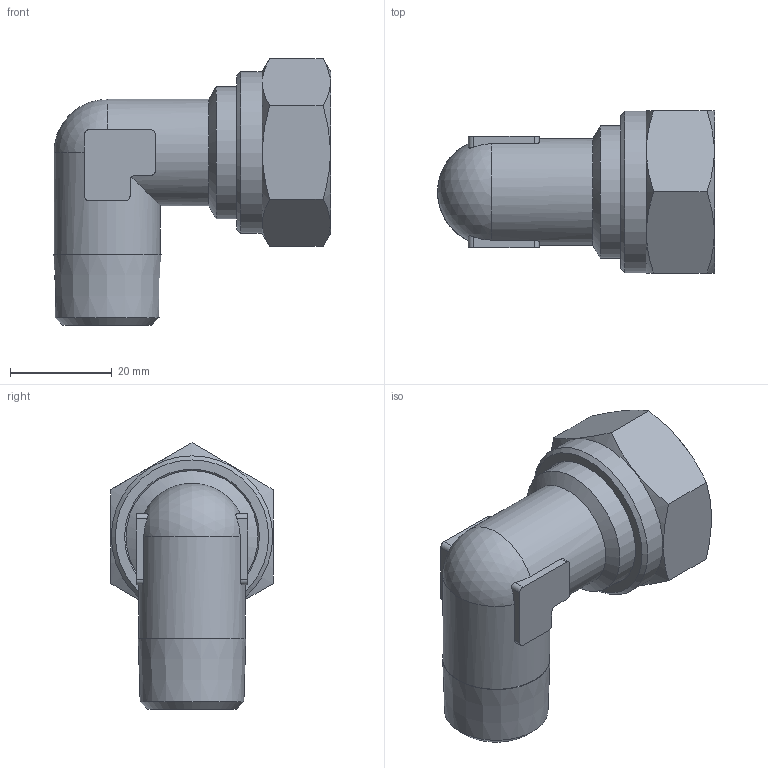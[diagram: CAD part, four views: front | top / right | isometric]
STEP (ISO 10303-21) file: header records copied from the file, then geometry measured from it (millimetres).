
FILE_DESCRIPTION(( 'MO.16.18.12.STP' ), '1');
FILE_NAME( 'MO.16.18.12.STP', '2018-10-03T10:03:04',( 'Sopra'),('sopra-pneumatic.com'), 'SwSTEP 2.0','SolidWorks 2009','' );
FILE_SCHEMA (('AUTOMOTIVE_DESIGN { 1 0 10303 214 1 1 1 1 }'));
Length unit declared in the file: millimetre
Products named in the file (3): Root; R92814; 96809
Assembly tree (2 placements, depth 2):
  Root
    R92814
    96809
Bounding box: 54.6 x 32 x 52.48 mm (x, y, z)
Volume: 19543.4 mm3; surface area: 12305 mm2
Topology: 2 solids, 2 shells, 68 faces, 180 edges, 120 vertices
Faces by surface type: plane 26, cylinder 23, cone 18, sphere 1
Full cylindrical faces by diameter (mm): 15 x1, 16 x1, 18 x2, 21 x2, 24.16 x1, 26 x1, 31.8 x1
Entity records: 6246 total; most frequent: CARTESIAN_POINT 3254, DIRECTION 320, PRESENTATION_STYLE_ASSIGNMENT 290, COLOUR_RGB 289, DRAUGHTING_PRE_DEFINED_CURVE_FONT 288, CURVE_STYLE 288, OVER_RIDING_STYLED_ITEM 288, ORIENTED_EDGE 288
